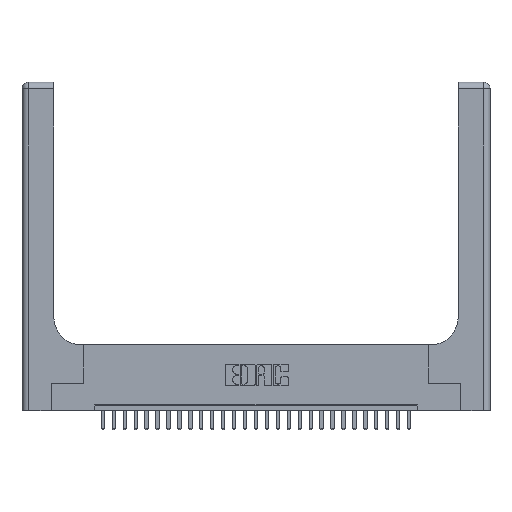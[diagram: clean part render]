
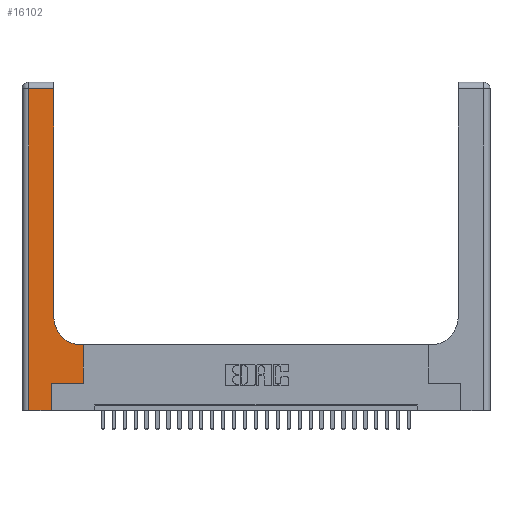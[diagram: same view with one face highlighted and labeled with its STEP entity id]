
A CAD part, top view. The second image highlights one B-rep face of the part: STEP entity #16102.
In plain terms, the highlighted planar face has unit normal (0, 0, 1).
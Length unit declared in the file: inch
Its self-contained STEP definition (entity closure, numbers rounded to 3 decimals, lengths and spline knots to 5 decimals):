
#195 = CARTESIAN_POINT ( 'NONE',  ( 0.269, 0.25, 0.37 ) ) ;
#363 = VECTOR ( 'NONE', #409, 39.37008 ) ;
#409 = DIRECTION ( 'NONE',  ( 0., 1., 0. ) ) ;
#1391 = ORIENTED_EDGE ( 'NONE', *, *, #23929, .T. ) ;
#1411 = EDGE_CURVE ( 'NONE', #1700, #7837, #14362, .T. ) ;
#1692 = VERTEX_POINT ( 'NONE', #26664 ) ;
#1700 = VERTEX_POINT ( 'NONE', #195 ) ;
#1985 = CARTESIAN_POINT ( 'NONE',  ( 0.06, 0., 0.37 ) ) ;
#2006 = VERTEX_POINT ( 'NONE', #8681 ) ;
#2475 = LINE ( 'NONE', #22571, #363 ) ;
#2699 = DIRECTION ( 'NONE',  ( 0., 0., -1. ) ) ;
#3525 = DIRECTION ( 'NONE',  ( 1., 0., 0. ) ) ;
#3966 = ORIENTED_EDGE ( 'NONE', *, *, #17273, .T. ) ;
#4074 = FACE_OUTER_BOUND ( 'NONE', #24870, .T. ) ;
#4099 = CARTESIAN_POINT ( 'NONE',  ( 0.5415, 0.85, 0.37 ) ) ;
#4748 = DIRECTION ( 'NONE',  ( 0., -1., 0. ) ) ;
#5076 = DIRECTION ( 'NONE',  ( -1., 0., 0. ) ) ;
#5297 = VECTOR ( 'NONE', #4748, 39.37008 ) ;
#5485 = CARTESIAN_POINT ( 'NONE',  ( 0.2915, 0.85, 0.37 ) ) ;
#5847 = CARTESIAN_POINT ( 'NONE',  ( 0.2915, 0.6, 0.37 ) ) ;
#6550 = VECTOR ( 'NONE', #19400, 39.37008 ) ;
#6667 = LINE ( 'NONE', #11475, #5297 ) ;
#7356 = EDGE_CURVE ( 'NONE', #1692, #10064, #16691, .T. ) ;
#7552 = CARTESIAN_POINT ( 'NONE',  ( 0.5415, 0.6, 0.37 ) ) ;
#7627 = CARTESIAN_POINT ( 'NONE',  ( 0.5585, 0.25, 0.37 ) ) ;
#7730 = VECTOR ( 'NONE', #3525, 39.37008 ) ;
#7837 = VERTEX_POINT ( 'NONE', #7627 ) ;
#8076 = ORIENTED_EDGE ( 'NONE', *, *, #23219, .T. ) ;
#8681 = CARTESIAN_POINT ( 'NONE',  ( 0.269, 0., 0.37 ) ) ;
#9641 = VERTEX_POINT ( 'NONE', #7552 ) ;
#9950 = EDGE_CURVE ( 'NONE', #20843, #1692, #2475, .T. ) ;
#10064 = VERTEX_POINT ( 'NONE', #16636 ) ;
#10317 = VECTOR ( 'NONE', #16883, 39.37008 ) ;
#10377 = CARTESIAN_POINT ( 'NONE',  ( 0.269, 0., 0.37 ) ) ;
#10446 = ORIENTED_EDGE ( 'NONE', *, *, #7356, .T. ) ;
#10662 = VERTEX_POINT ( 'NONE', #21552 ) ;
#11475 = CARTESIAN_POINT ( 'NONE',  ( 0.06, 3., 0.37 ) ) ;
#12513 = DIRECTION ( 'NONE',  ( 1., 0., 0. ) ) ;
#12603 = CARTESIAN_POINT ( 'NONE',  ( 0., 0., 0.37 ) ) ;
#12641 = VERTEX_POINT ( 'NONE', #1985 ) ;
#13339 = DIRECTION ( 'NONE',  ( -1., 0., 0. ) ) ;
#13472 = ORIENTED_EDGE ( 'NONE', *, *, #20776, .T. ) ;
#14024 = CARTESIAN_POINT ( 'NONE',  ( 0., 3., 0.37 ) ) ;
#14362 = LINE ( 'NONE', #28412, #7730 ) ;
#14626 = EDGE_CURVE ( 'NONE', #9641, #20843, #14951, .T. ) ;
#14951 = CIRCLE ( 'NONE', #22838, 0.25 ) ;
#15074 = EDGE_CURVE ( 'NONE', #2006, #1700, #25468, .T. ) ;
#15241 = LINE ( 'NONE', #5847, #18344 ) ;
#16102 = ADVANCED_FACE ( 'NONE', ( #4074 ), #20508, .F. ) ;
#16636 = CARTESIAN_POINT ( 'NONE',  ( 0.06, 2.94, 0.37 ) ) ;
#16691 = LINE ( 'NONE', #26789, #25821 ) ;
#16883 = DIRECTION ( 'NONE',  ( 0., 1., 0. ) ) ;
#17273 = EDGE_CURVE ( 'NONE', #10662, #9641, #15241, .T. ) ;
#17782 = AXIS2_PLACEMENT_3D ( 'NONE', #14024, #2699, #5076 ) ;
#18344 = VECTOR ( 'NONE', #26309, 39.37008 ) ;
#18862 = VECTOR ( 'NONE', #12513, 39.37008 ) ;
#19380 = ORIENTED_EDGE ( 'NONE', *, *, #9950, .T. ) ;
#19400 = DIRECTION ( 'NONE',  ( 0., 1., 0. ) ) ;
#19728 = DIRECTION ( 'NONE',  ( 0., 0., -1. ) ) ;
#20508 = PLANE ( 'NONE',  #17782 ) ;
#20776 = EDGE_CURVE ( 'NONE', #7837, #10662, #27496, .T. ) ;
#20843 = VERTEX_POINT ( 'NONE', #5485 ) ;
#21552 = CARTESIAN_POINT ( 'NONE',  ( 0.5585, 0.6, 0.37 ) ) ;
#22571 = CARTESIAN_POINT ( 'NONE',  ( 0.2915, 3., 0.37 ) ) ;
#22838 = AXIS2_PLACEMENT_3D ( 'NONE', #4099, #19728, #24048 ) ;
#23208 = ORIENTED_EDGE ( 'NONE', *, *, #15074, .T. ) ;
#23219 = EDGE_CURVE ( 'NONE', #10064, #12641, #6667, .T. ) ;
#23929 = EDGE_CURVE ( 'NONE', #12641, #2006, #26912, .T. ) ;
#24048 = DIRECTION ( 'NONE',  ( 1., 0., 0. ) ) ;
#24870 = EDGE_LOOP ( 'NONE', ( #19380, #10446, #8076, #1391, #23208, #25972, #13472, #3966, #26372 ) ) ;
#25468 = LINE ( 'NONE', #10377, #6550 ) ;
#25821 = VECTOR ( 'NONE', #13339, 39.37008 ) ;
#25972 = ORIENTED_EDGE ( 'NONE', *, *, #1411, .T. ) ;
#26309 = DIRECTION ( 'NONE',  ( -1., 0., 0. ) ) ;
#26372 = ORIENTED_EDGE ( 'NONE', *, *, #14626, .T. ) ;
#26664 = CARTESIAN_POINT ( 'NONE',  ( 0.2915, 2.94, 0.37 ) ) ;
#26789 = CARTESIAN_POINT ( 'NONE',  ( 0., 2.94, 0.37 ) ) ;
#26912 = LINE ( 'NONE', #12603, #18862 ) ;
#27496 = LINE ( 'NONE', #27960, #10317 ) ;
#27960 = CARTESIAN_POINT ( 'NONE',  ( 0.5585, 0.25, 0.37 ) ) ;
#28412 = CARTESIAN_POINT ( 'NONE',  ( 0.269, 0.25, 0.37 ) ) ;
